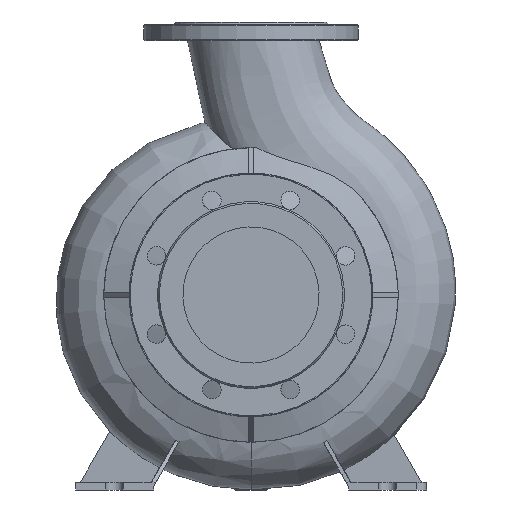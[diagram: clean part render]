
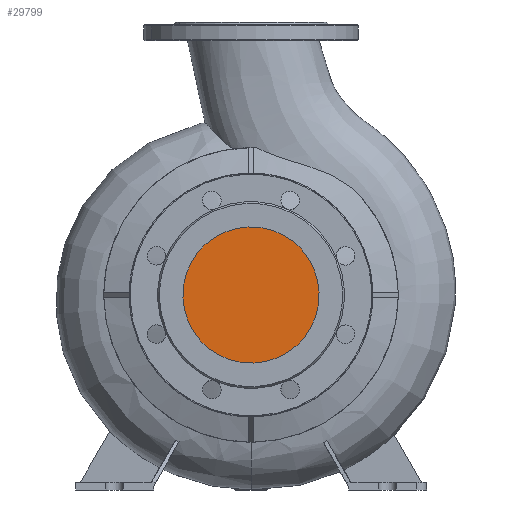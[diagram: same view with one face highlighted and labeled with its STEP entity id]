
A CAD part, left-side view. The second image highlights one B-rep face of the part: STEP entity #29799.
In plain terms, the highlighted planar face has unit normal (-1, 0, 0).
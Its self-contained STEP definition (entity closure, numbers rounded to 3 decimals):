
#18744=CARTESIAN_POINT('',(-115.,79.85,200.0));
#18745=VERTEX_POINT('',#18744);
#18829=CARTESIAN_POINT('',(-115.0,-79.85,200.0));
#18830=VERTEX_POINT('',#18829);
#18837=CARTESIAN_POINT('',(-115.0,0.,200.0));
#18838=DIRECTION('',(1.0,0.0,0.0));
#18839=DIRECTION('',(0.0,1.0,0.0));
#18840=AXIS2_PLACEMENT_3D('',#18837,#18838,#18839);
#18841=CIRCLE('',#18840,79.85);
#18842=EDGE_CURVE('',#18830,#18745,#18841,.T.);
#19446=CARTESIAN_POINT('',(-115.0,0.,200.0));
#19447=DIRECTION('',(1.0,0.0,0.0));
#19448=DIRECTION('',(0.0,1.0,0.0));
#19449=AXIS2_PLACEMENT_3D('',#19446,#19447,#19448);
#19450=CIRCLE('',#19449,79.85);
#19451=EDGE_CURVE('',#18745,#18830,#19450,.T.);
#29790=CARTESIAN_POINT('',(-115.0,39.925,200.0));
#29791=DIRECTION('',(-1.0,0.0,0.0));
#29792=DIRECTION('',(0.0,0.0,1.0));
#29793=AXIS2_PLACEMENT_3D('',#29790,#29791,#29792);
#29794=PLANE('',#29793);
#29795=ORIENTED_EDGE('',*,*,#19451,.F.);
#29796=ORIENTED_EDGE('',*,*,#18842,.F.);
#29797=EDGE_LOOP('',(#29795,#29796));
#29798=FACE_OUTER_BOUND('',#29797,.T.);
#29799=ADVANCED_FACE('',(#29798),#29794,.T.);
